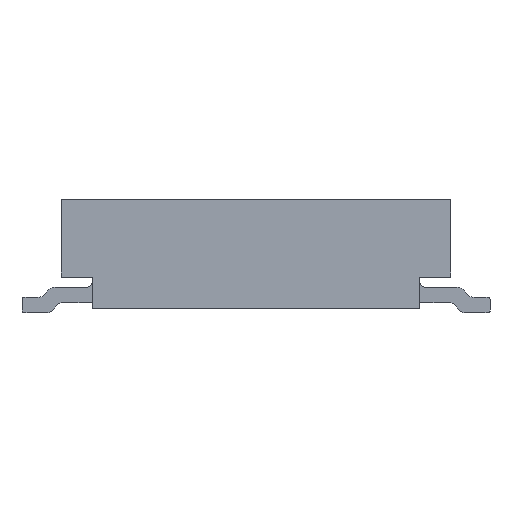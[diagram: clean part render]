
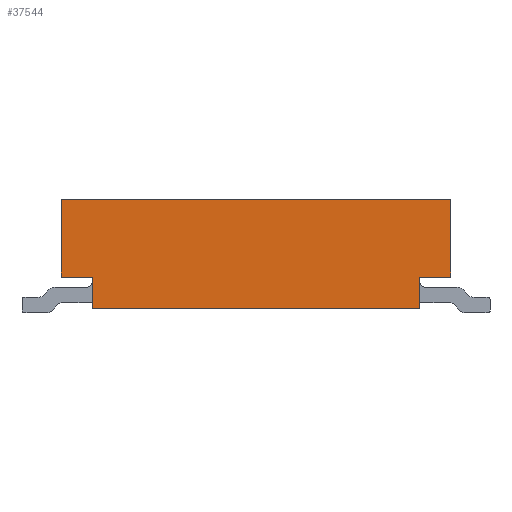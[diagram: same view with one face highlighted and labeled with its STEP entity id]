
A CAD part, left-side view. The second image highlights one B-rep face of the part: STEP entity #37544.
In plain terms, the highlighted planar face has unit normal (-1, 0, 0).
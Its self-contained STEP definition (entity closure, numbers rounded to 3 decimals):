
#3612=ORIENTED_EDGE('',*,*,#11419,.F.);
#3613=ORIENTED_EDGE('',*,*,#11420,.F.);
#3614=ORIENTED_EDGE('',*,*,#11421,.T.);
#3615=ORIENTED_EDGE('',*,*,#11422,.T.);
#3616=ORIENTED_EDGE('',*,*,#11374,.F.);
#3617=ORIENTED_EDGE('',*,*,#11418,.F.);
#3618=ORIENTED_EDGE('',*,*,#11423,.F.);
#3619=ORIENTED_EDGE('',*,*,#11424,.F.);
#11374=EDGE_CURVE('',#15212,#15213,#17822,.T.);
#11418=EDGE_CURVE('',#15239,#15212,#17866,.T.);
#11419=EDGE_CURVE('',#15240,#15241,#17867,.T.);
#11420=EDGE_CURVE('',#15242,#15240,#17868,.T.);
#11421=EDGE_CURVE('',#15242,#15243,#17869,.T.);
#11422=EDGE_CURVE('',#15243,#15213,#17870,.T.);
#11423=EDGE_CURVE('',#15244,#15239,#17871,.T.);
#11424=EDGE_CURVE('',#15241,#15244,#17872,.T.);
#15212=VERTEX_POINT('',#52577);
#15213=VERTEX_POINT('',#52579);
#15239=VERTEX_POINT('',#52654);
#15240=VERTEX_POINT('',#52658);
#15241=VERTEX_POINT('',#52659);
#15242=VERTEX_POINT('',#52661);
#15243=VERTEX_POINT('',#52663);
#15244=VERTEX_POINT('',#52666);
#17822=LINE('',#52578,#21110);
#17866=LINE('',#52655,#21154);
#17867=LINE('',#52657,#21155);
#17868=LINE('',#52660,#21156);
#17869=LINE('',#52662,#21157);
#17870=LINE('',#52664,#21158);
#17871=LINE('',#52665,#21159);
#17872=LINE('',#52667,#21160);
#21110=VECTOR('',#43873,1000.);
#21154=VECTOR('',#43929,1000.);
#21155=VECTOR('',#43932,1000.);
#21156=VECTOR('',#43933,1000.);
#21157=VECTOR('',#43934,1000.);
#21158=VECTOR('',#43935,1000.);
#21159=VECTOR('',#43936,1000.);
#21160=VECTOR('',#43937,1000.);
#23361=EDGE_LOOP('',(#3612,#3613,#3614,#3615,#3616,#3617,#3618,#3619));
#24831=FACE_BOUND('',#23361,.T.);
#26281=PLANE('',#39361);
#37544=ADVANCED_FACE('',(#24831),#26281,.F.);
#39361=AXIS2_PLACEMENT_3D('',#52656,#43930,#43931);
#43873=DIRECTION('',(0.,0.,-1.));
#43929=DIRECTION('',(0.,-1.,0.));
#43930=DIRECTION('',(1.,0.,0.));
#43931=DIRECTION('',(0.,0.,-1.));
#43932=DIRECTION('',(0.,0.,1.));
#43933=DIRECTION('',(0.,1.,0.));
#43934=DIRECTION('',(0.,0.,1.));
#43935=DIRECTION('',(0.,-1.,0.));
#43936=DIRECTION('',(0.,0.,1.));
#43937=DIRECTION('',(0.,1.,0.));
#52577=CARTESIAN_POINT('',(-3.8,-2.5,0.7));
#52578=CARTESIAN_POINT('',(-3.8,-2.5,0.7));
#52579=CARTESIAN_POINT('',(-3.8,-2.5,-0.3));
#52654=CARTESIAN_POINT('',(-3.8,2.5,0.7));
#52655=CARTESIAN_POINT('',(-3.8,2.5,0.7));
#52656=CARTESIAN_POINT('',(-3.8,0.,0.));
#52657=CARTESIAN_POINT('',(-3.8,2.1,-0.7));
#52658=CARTESIAN_POINT('',(-3.8,2.1,-0.7));
#52659=CARTESIAN_POINT('',(-3.8,2.1,-0.3));
#52660=CARTESIAN_POINT('',(-3.8,-2.5,-0.7));
#52661=CARTESIAN_POINT('',(-3.8,-2.1,-0.7));
#52662=CARTESIAN_POINT('',(-3.8,-2.1,-0.7));
#52663=CARTESIAN_POINT('',(-3.8,-2.1,-0.3));
#52664=CARTESIAN_POINT('',(-3.8,-2.1,-0.3));
#52665=CARTESIAN_POINT('',(-3.8,2.5,-0.7));
#52666=CARTESIAN_POINT('',(-3.8,2.5,-0.3));
#52667=CARTESIAN_POINT('',(-3.8,2.1,-0.3));
